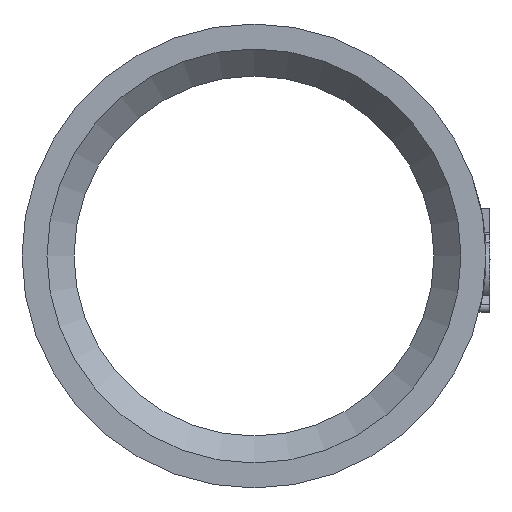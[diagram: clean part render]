
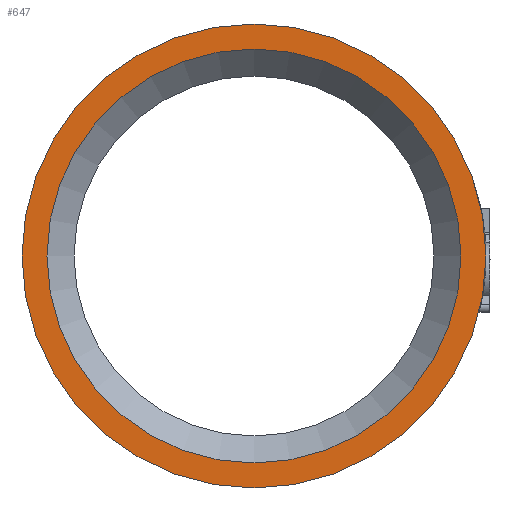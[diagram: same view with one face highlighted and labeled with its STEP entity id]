
A CAD part, front view. The second image highlights one B-rep face of the part: STEP entity #647.
In plain terms, the highlighted planar face has unit normal (0, -1, 0).
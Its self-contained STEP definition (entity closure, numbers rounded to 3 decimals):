
#647=ADVANCED_FACE('',(#1241,#1243),#1245,.T.);
#1241=FACE_BOUND('',#1242,.T.);
#1242=EDGE_LOOP('',(#2200,#2201));
#1243=FACE_BOUND('',#1244,.T.);
#1244=EDGE_LOOP('',(#2202));
#1245=PLANE('',#1246);
#1246=AXIS2_PLACEMENT_3D('',#1247,#1248,#1249);
#1247=CARTESIAN_POINT('',(0.,-80.,0.));
#1248=DIRECTION('',(0.,-1.,0.));
#1249=DIRECTION('',(0.,0.,1.));
#2200=ORIENTED_EDGE('',*,*,#2315,.F.);
#2201=ORIENTED_EDGE('',*,*,#2314,.F.);
#2202=ORIENTED_EDGE('',*,*,#2467,.T.);
#2314=EDGE_CURVE('',#2539,#2540,#2541,.T.);
#2315=EDGE_CURVE('',#2540,#2539,#2542,.T.);
#2467=EDGE_CURVE('',#2785,#2785,#2786,.T.);
#2539=VERTEX_POINT('',#3493);
#2540=VERTEX_POINT('',#3494);
#2541=CIRCLE('',#3495,11.6);
#2542=CIRCLE('',#3499,11.6);
#2785=VERTEX_POINT('',#6376);
#2786=CIRCLE('',#6377,10.35);
#3493=CARTESIAN_POINT('',(0.,-80.,11.6));
#3494=CARTESIAN_POINT('',(0.,-80.,-11.6));
#3495=AXIS2_PLACEMENT_3D('',#3496,#3497,#3498);
#3496=CARTESIAN_POINT('',(0.,-80.,0.));
#3497=DIRECTION('',(0.,1.,0.));
#3498=DIRECTION('',(0.,0.,1.));
#3499=AXIS2_PLACEMENT_3D('',#3500,#3501,#3502);
#3500=CARTESIAN_POINT('',(0.,-80.,0.));
#3501=DIRECTION('',(0.,1.,0.));
#3502=DIRECTION('',(0.,0.,-1.));
#6376=CARTESIAN_POINT('',(0.,-80.,10.35));
#6377=AXIS2_PLACEMENT_3D('',#6378,#6379,#6380);
#6378=CARTESIAN_POINT('',(0.,-80.,0.));
#6379=DIRECTION('',(0.,1.,0.));
#6380=DIRECTION('',(0.,0.,1.));
